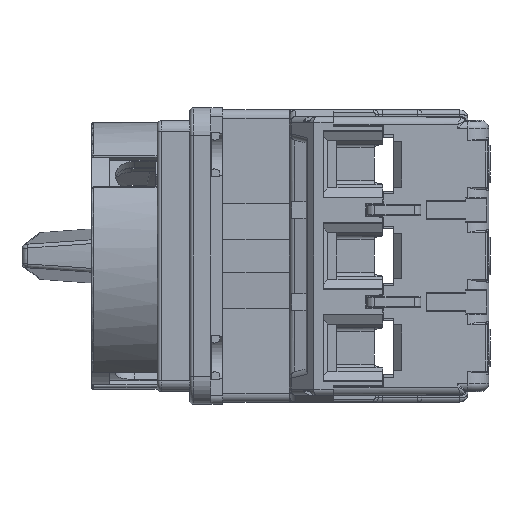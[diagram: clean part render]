
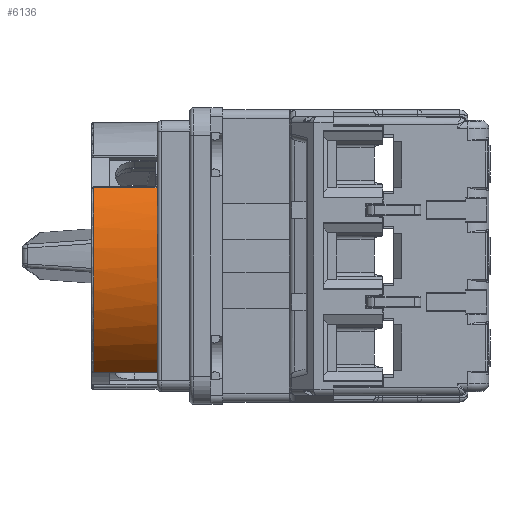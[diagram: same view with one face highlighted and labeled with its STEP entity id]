
A CAD part, left-side view. The second image highlights one B-rep face of the part: STEP entity #6136.
In plain terms, the highlighted cylindrical face has radius 32 mm (diameter 64 mm), a partial arc.
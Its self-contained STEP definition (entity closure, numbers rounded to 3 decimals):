
#958=B_SPLINE_CURVE_WITH_KNOTS('',3,(#125852,#125853,#125854,#125855,#125856,
#125857),.UNSPECIFIED.,.F.,.F.,(4,2,4),(0.,0.5,1.),.UNSPECIFIED.);
#6136=ADVANCED_FACE('',(#12080),#9366,.T.);
#9366=CYLINDRICAL_SURFACE('',#84625,32.);
#12080=FACE_OUTER_BOUND('',#16486,.T.);
#16486=EDGE_LOOP('',(#43779,#43780,#43781,#43782,#43783,#43784));
#22359=LINE('',#125410,#29868);
#22394=LINE('',#125848,#29903);
#29868=VECTOR('',#98232,1.);
#29903=VECTOR('',#98403,1.);
#43779=ORIENTED_EDGE('',*,*,#70900,.F.);
#43780=ORIENTED_EDGE('',*,*,#70996,.T.);
#43781=ORIENTED_EDGE('',*,*,#70997,.F.);
#43782=ORIENTED_EDGE('',*,*,#70998,.T.);
#43783=ORIENTED_EDGE('',*,*,#70999,.T.);
#43784=ORIENTED_EDGE('',*,*,#71000,.T.);
#61441=VERTEX_POINT('',#125405);
#61443=VERTEX_POINT('',#125409);
#61522=VERTEX_POINT('',#125847);
#61523=VERTEX_POINT('',#125849);
#61524=VERTEX_POINT('',#125851);
#61525=VERTEX_POINT('',#125858);
#70900=EDGE_CURVE('',#61443,#61441,#22359,.T.);
#70996=EDGE_CURVE('',#61443,#61522,#79448,.T.);
#70997=EDGE_CURVE('',#61523,#61522,#22394,.T.);
#70998=EDGE_CURVE('',#61523,#61524,#79449,.T.);
#70999=EDGE_CURVE('',#61524,#61525,#958,.T.);
#71000=EDGE_CURVE('',#61525,#61441,#79450,.T.);
#79448=CIRCLE('',#84622,32.);
#79449=CIRCLE('',#84623,32.);
#79450=CIRCLE('',#84624,32.);
#84622=AXIS2_PLACEMENT_3D('',#125846,#98401,#98402);
#84623=AXIS2_PLACEMENT_3D('',#125850,#98404,#98405);
#84624=AXIS2_PLACEMENT_3D('',#125859,#98406,#98407);
#84625=AXIS2_PLACEMENT_3D('',#125860,#98408,#98409);
#98232=DIRECTION('',(0.,0.,-1.));
#98401=DIRECTION('',(0.,0.,-1.));
#98402=DIRECTION('',(1.,0.,0.));
#98403=DIRECTION('',(0.,0.,1.));
#98404=DIRECTION('',(0.,0.,1.));
#98405=DIRECTION('',(1.,0.,0.));
#98406=DIRECTION('',(0.,0.,1.));
#98407=DIRECTION('',(1.,0.,0.));
#98408=DIRECTION('',(0.,0.,1.));
#98409=DIRECTION('',(-1.,0.,0.));
#125405=CARTESIAN_POINT('',(16.358,-27.503,-15.7));
#125409=CARTESIAN_POINT('',(16.358,-27.503,-0.5));
#125410=CARTESIAN_POINT('',(16.358,-27.503,-60.395));
#125846=CARTESIAN_POINT('',(0.,0.,-0.5));
#125847=CARTESIAN_POINT('',(-27.935,-15.609,-0.5));
#125848=CARTESIAN_POINT('',(-27.935,-15.609,-60.395));
#125849=CARTESIAN_POINT('',(-27.935,-15.609,-15.7));
#125850=CARTESIAN_POINT('',(0.,0.,-15.7));
#125851=CARTESIAN_POINT('',(-6.168,-31.4,-15.7));
#125852=CARTESIAN_POINT('',(-6.168,-31.4,-15.7));
#125853=CARTESIAN_POINT('',(-4.133,-31.8,-15.7));
#125854=CARTESIAN_POINT('',(-2.071,-32.,-15.9));
#125855=CARTESIAN_POINT('',(2.066,-32.,-15.9));
#125856=CARTESIAN_POINT('',(4.13,-31.8,-15.7));
#125857=CARTESIAN_POINT('',(6.168,-31.4,-15.7));
#125858=CARTESIAN_POINT('',(6.168,-31.4,-15.7));
#125859=CARTESIAN_POINT('',(0.,0.,-15.7));
#125860=CARTESIAN_POINT('',(0.,0.,0.));
